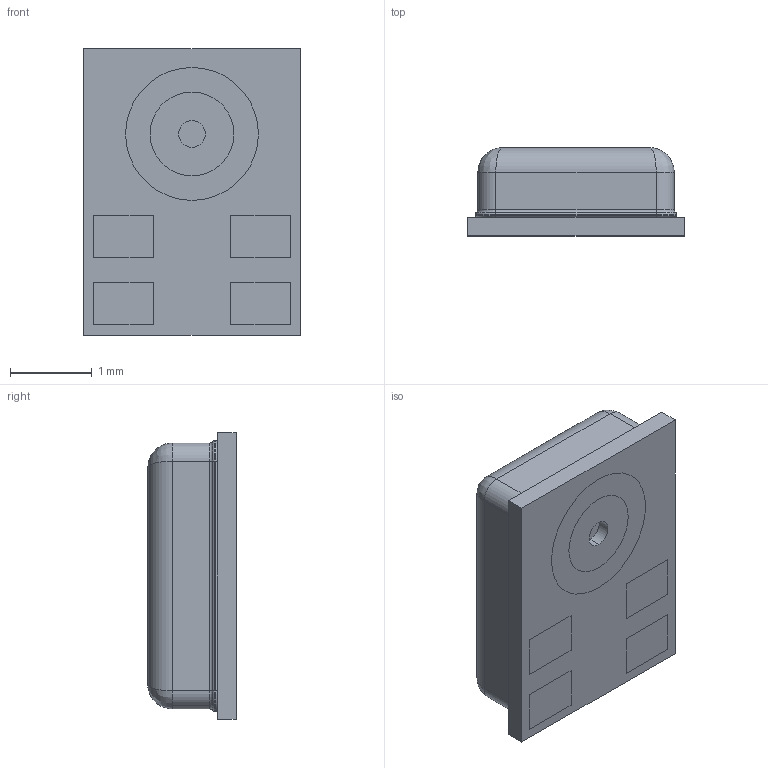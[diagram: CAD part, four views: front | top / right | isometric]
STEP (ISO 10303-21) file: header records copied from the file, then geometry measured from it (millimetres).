
FILE_DESCRIPTION (( 'STEP AP214' ), '1' );
FILE_NAME ('IMP23ABSUTR.STEP', '2024-10-02T05:02:56', ( 'LENOVO' ), ( '' ), 'SwSTEP 2.0', 'SolidWorks 2021', '' );
FILE_SCHEMA (( 'AUTOMOTIVE_DESIGN' ));
Length unit declared in the file: millimetre
Products named in the file (1): IMP23ABSUTR
Bounding box: 2.65 x 1.08 x 3.5 mm (x, y, z)
Volume: 8.5 mm3; surface area: 54.6 mm2
Topology: 8 solids, 8 shells, 122 faces, 254 edges, 152 vertices
Faces by surface type: plane 68, cylinder 38, torus 12, bspline 4
Entity records: 3381 total; most frequent: CARTESIAN_POINT 665, DIRECTION 556, ORIENTED_EDGE 500, EDGE_CURVE 250, AXIS2_PLACEMENT_3D 195, LINE 166, VECTOR 166, VERTEX_POINT 152
